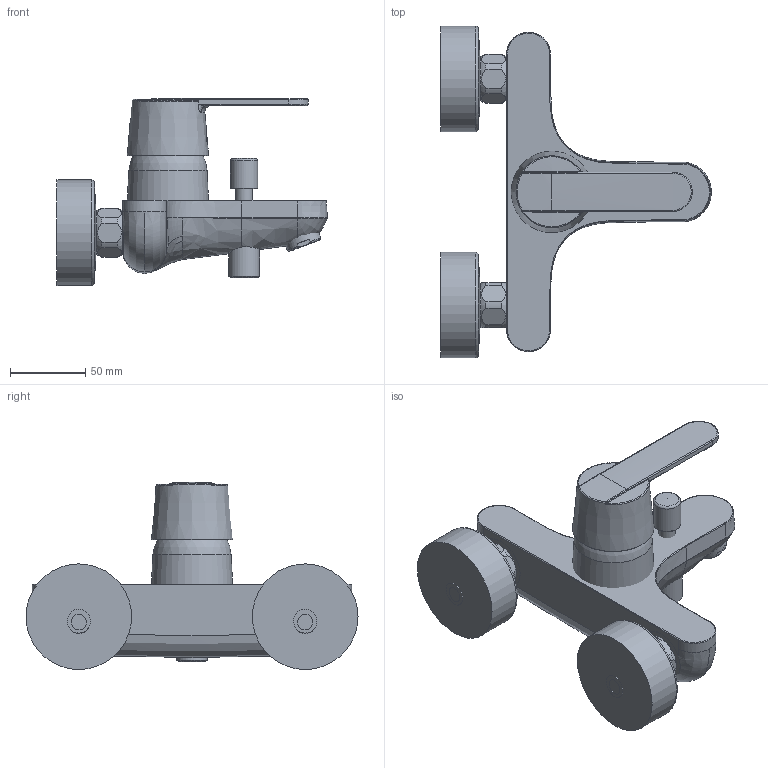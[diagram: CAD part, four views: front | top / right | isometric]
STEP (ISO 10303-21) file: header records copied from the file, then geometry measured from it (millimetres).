
FILE_DESCRIPTION(/* description */ ('Unknown'),/* implementation_level */ '2;1');
FILE_NAME(/* name */ '32887',/* time_stamp */ '2022-09-08T18:53:34+02:00',/* author */ ('Unknown'),/* organization */ ('GROHE AG'),/* preprocessor_version */ 'ST-DEVELOPER v16.7',/* originating_system */ 'DEX',/* authorisation */ $);
FILE_SCHEMA (('AUTOMOTIVE_DESIGN {1 0 10303 214 3 1 1}'));
Length unit declared in the file: millimetre
Products named in the file (4): 32887; id11; 50.9697.1_Standard; 50.9702.1_Standard
Assembly tree (3 placements, depth 2):
  32887
    id11
    50.9697.1_Standard
    50.9702.1_Standard
Bounding box: 179.45 x 220 x 123.97 mm (x, y, z)
Volume: 5128.3 mm3; surface area: 102260.4 mm2
Topology: 5 solids, 19 shells, 184 faces, 490 edges, 312 vertices
Faces by surface type: bspline 59, plane 49, cylinder 42, torus 17, cone 10, sphere 7
Full cylindrical faces by diameter (mm): 6.7 x1, 10 x4, 11.2 x1, 15.3 x4, 18 x1, 20.5 x1, 21 x2, 22.787 x1, 23.6 x1, 26.44 x4, 70 x2
Entity records: 10264 total; most frequent: CARTESIAN_POINT 6089, ORIENTED_EDGE 769, DIRECTION 614, EDGE_CURVE 414, VERTEX_POINT 286, AXIS2_PLACEMENT_3D 278, EDGE_LOOP 236, FACE_BOUND 236
